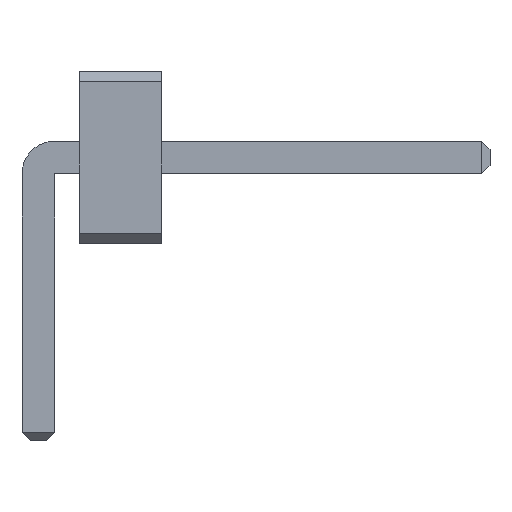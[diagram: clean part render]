
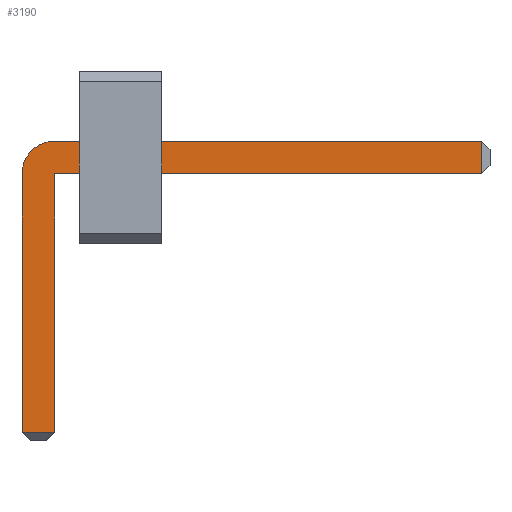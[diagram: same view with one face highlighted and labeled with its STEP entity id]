
A CAD part, front view. The second image highlights one B-rep face of the part: STEP entity #3190.
In plain terms, the highlighted planar face has unit normal (0, -1, 0).
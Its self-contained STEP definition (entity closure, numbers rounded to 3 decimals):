
#13=DIRECTION('',(0.,0.,1.));
#27=VECTOR('',#28,1.);
#28=DIRECTION('',(1.,0.,0.));
#1411=VECTOR('',#13,1.);
#2964=DIRECTION('',(0.,0.,-1.));
#3001=VECTOR('',#2964,1.);
#3008=VECTOR('',#3009,1.);
#3009=DIRECTION('',(-1.,0.,0.));
#3030=DIRECTION('',(-0.,1.,0.));
#3034=DIRECTION('',(0.,1.,0.));
#3035=DIRECTION('',(1.,0.,0.));
#3042=VERTEX_POINT('',#3043);
#3043=CARTESIAN_POINT('',(0.2,-29.41,1.25));
#3045=ORIENTED_EDGE('',*,*,#3046,.T.);
#3046=EDGE_CURVE('',#3042,#3047,#3049,.T.);
#3047=VERTEX_POINT('',#3048);
#3048=CARTESIAN_POINT('',(5.4,-29.41,1.25));
#3049=LINE('',#3050,#27);
#3050=CARTESIAN_POINT('',(-0.2,-29.41,1.25));
#3086=EDGE_CURVE('',#3087,#3042,#3089,.T.);
#3087=VERTEX_POINT('',#3088);
#3088=CARTESIAN_POINT('',(-0.2,-29.41,0.85));
#3089=CIRCLE('',#3090,0.4);
#3090=AXIS2_PLACEMENT_3D('',#3091,#3030,#2964);
#3091=CARTESIAN_POINT('',(0.2,-29.41,0.85));
#3103=VERTEX_POINT('',#3104);
#3104=CARTESIAN_POINT('',(5.4,-29.41,0.85));
#3106=ORIENTED_EDGE('',*,*,#3107,.T.);
#3107=EDGE_CURVE('',#3103,#3108,#3109,.T.);
#3108=VERTEX_POINT('',#3091);
#3109=LINE('',#3110,#3008);
#3110=CARTESIAN_POINT('',(5.5,-29.41,0.85));
#3122=VERTEX_POINT('',#3123);
#3123=CARTESIAN_POINT('',(-0.2,-29.41,-2.3));
#3125=ORIENTED_EDGE('',*,*,#3126,.T.);
#3126=EDGE_CURVE('',#3122,#3087,#3127,.T.);
#3127=LINE('',#3128,#1411);
#3128=CARTESIAN_POINT('',(-0.2,-29.41,-2.4));
#3136=ORIENTED_EDGE('',*,*,#3137,.T.);
#3137=EDGE_CURVE('',#3108,#3138,#3140,.T.);
#3138=VERTEX_POINT('',#3139);
#3139=CARTESIAN_POINT('',(0.2,-29.41,-2.3));
#3140=LINE('',#3091,#3001);
#3190=ADVANCED_FACE('',(#3191),#3200,.F.);
#3191=FACE_BOUND('',#3192,.F.);
#3192=EDGE_LOOP('',(#3045,#3193,#3106,#3136,#3196,#3125,#3199));
#3193=ORIENTED_EDGE('',*,*,#3194,.T.);
#3194=EDGE_CURVE('',#3047,#3103,#3195,.T.);
#3195=LINE('',#3048,#3001);
#3196=ORIENTED_EDGE('',*,*,#3197,.T.);
#3197=EDGE_CURVE('',#3138,#3122,#3198,.T.);
#3198=LINE('',#3139,#3008);
#3199=ORIENTED_EDGE('',*,*,#3086,.T.);
#3200=PLANE('',#3201);
#3201=AXIS2_PLACEMENT_3D('',#3202,#3034,#3035);
#3202=CARTESIAN_POINT('',(1.729,-29.41,0.346));
